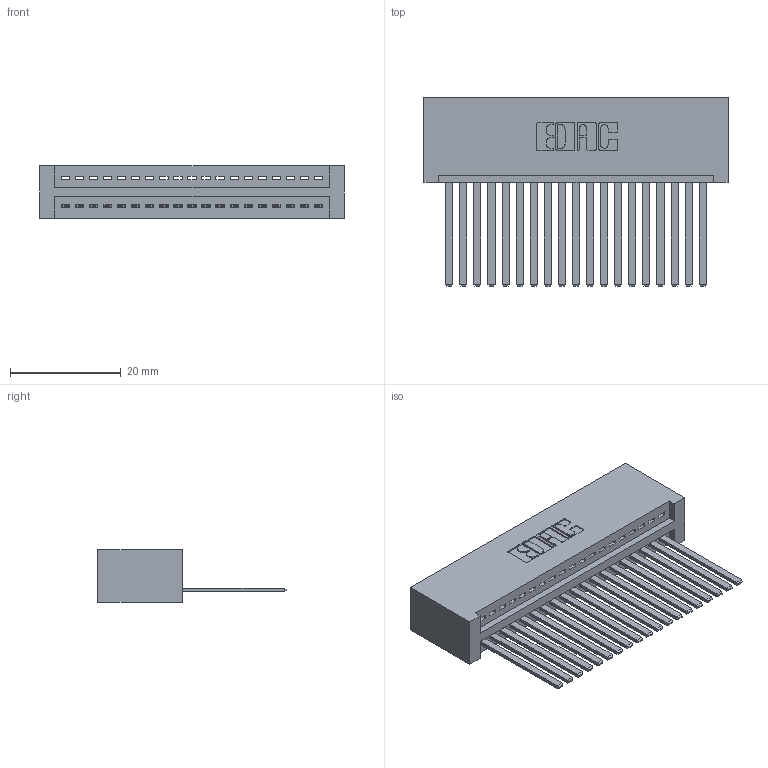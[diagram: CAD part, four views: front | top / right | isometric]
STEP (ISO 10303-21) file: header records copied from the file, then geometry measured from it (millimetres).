
FILE_DESCRIPTION (( 'STEP AP203' ), '1' );
FILE_NAME ('395-019-544-101.STEP', '2019-10-17T17:40:35', ( '' ), ( '' ), 'SwSTEP 2.0', 'SolidWorks 2016', '' );
FILE_SCHEMA (( 'CONFIG_CONTROL_DESIGN' ));
Length unit declared in the file: inch
Products named in the file (3): 345-292-001_345-293-144; 345 Part_No Mounting Lugs; 395-019-544-101
Assembly tree (20 placements, depth 2):
  395-019-544-101
    345 Part_No Mounting Lugs
    345-292-001_345-293-144  x19
Bounding box: 54.86 x 33.96 x 9.4 mm (x, y, z)
Volume: 5827 mm3; surface area: 8281.7 mm2
Topology: 20 solids, 20 shells, 1106 faces, 3319 edges, 2186 vertices
Faces by surface type: plane 760, cylinder 346
Entity records: 16935 total; most frequent: CARTESIAN_POINT 2941, ORIENTED_EDGE 2894, DIRECTION 2593, EDGE_CURVE 1447, LINE 1251, VECTOR 1251, VERTEX_POINT 962, AXIS2_PLACEMENT_3D 671
